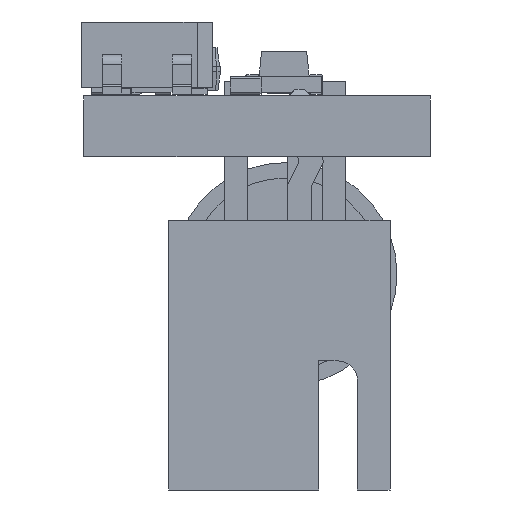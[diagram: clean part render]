
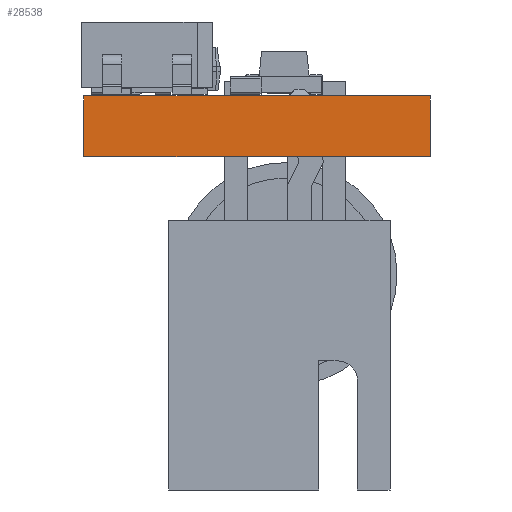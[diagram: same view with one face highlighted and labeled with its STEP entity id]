
A CAD part, front view. The second image highlights one B-rep face of the part: STEP entity #28538.
In plain terms, the highlighted planar face has unit normal (0, -1, 0).
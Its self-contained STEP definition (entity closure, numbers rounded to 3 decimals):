
#28538 = ADVANCED_FACE('',(#28539),#28553,.T.);
#28539 = FACE_BOUND('',#28540,.T.);
#28540 = EDGE_LOOP('',(#28541,#28576,#28604,#28632));
#28541 = ORIENTED_EDGE('',*,*,#28542,.T.);
#28542 = EDGE_CURVE('',#28543,#28545,#28547,.T.);
#28543 = VERTEX_POINT('',#28544);
#28544 = CARTESIAN_POINT('',(4.5,-9.,0.));
#28545 = VERTEX_POINT('',#28546);
#28546 = CARTESIAN_POINT('',(4.5,-9.,1.58));
#28547 = SURFACE_CURVE('',#28548,(#28552,#28564),.PCURVE_S1.);
#28548 = LINE('',#28549,#28550);
#28549 = CARTESIAN_POINT('',(4.5,-9.,0.));
#28550 = VECTOR('',#28551,1.);
#28551 = DIRECTION('',(0.,0.,1.));
#28552 = PCURVE('',#28553,#28558);
#28553 = PLANE('',#28554);
#28554 = AXIS2_PLACEMENT_3D('',#28555,#28556,#28557);
#28555 = CARTESIAN_POINT('',(4.5,-9.,0.));
#28556 = DIRECTION('',(0.,-1.,0.));
#28557 = DIRECTION('',(-1.,0.,0.));
#28558 = DEFINITIONAL_REPRESENTATION('',(#28559),#28563);
#28559 = LINE('',#28560,#28561);
#28560 = CARTESIAN_POINT('',(0.,-0.));
#28561 = VECTOR('',#28562,1.);
#28562 = DIRECTION('',(0.,-1.));
#28563 = ( GEOMETRIC_REPRESENTATION_CONTEXT(2) 
PARAMETRIC_REPRESENTATION_CONTEXT() REPRESENTATION_CONTEXT('2D SPACE',''
  ) );
#28564 = PCURVE('',#28565,#28570);
#28565 = PLANE('',#28566);
#28566 = AXIS2_PLACEMENT_3D('',#28567,#28568,#28569);
#28567 = CARTESIAN_POINT('',(4.5,9.,0.));
#28568 = DIRECTION('',(1.,0.,-0.));
#28569 = DIRECTION('',(0.,-1.,0.));
#28570 = DEFINITIONAL_REPRESENTATION('',(#28571),#28575);
#28571 = LINE('',#28572,#28573);
#28572 = CARTESIAN_POINT('',(18.,0.));
#28573 = VECTOR('',#28574,1.);
#28574 = DIRECTION('',(0.,-1.));
#28575 = ( GEOMETRIC_REPRESENTATION_CONTEXT(2) 
PARAMETRIC_REPRESENTATION_CONTEXT() REPRESENTATION_CONTEXT('2D SPACE',''
  ) );
#28576 = ORIENTED_EDGE('',*,*,#28577,.T.);
#28577 = EDGE_CURVE('',#28545,#28578,#28580,.T.);
#28578 = VERTEX_POINT('',#28579);
#28579 = CARTESIAN_POINT('',(-4.5,-9.,1.58));
#28580 = SURFACE_CURVE('',#28581,(#28585,#28592),.PCURVE_S1.);
#28581 = LINE('',#28582,#28583);
#28582 = CARTESIAN_POINT('',(4.5,-9.,1.58));
#28583 = VECTOR('',#28584,1.);
#28584 = DIRECTION('',(-1.,0.,0.));
#28585 = PCURVE('',#28553,#28586);
#28586 = DEFINITIONAL_REPRESENTATION('',(#28587),#28591);
#28587 = LINE('',#28588,#28589);
#28588 = CARTESIAN_POINT('',(0.,-1.58));
#28589 = VECTOR('',#28590,1.);
#28590 = DIRECTION('',(1.,0.));
#28591 = ( GEOMETRIC_REPRESENTATION_CONTEXT(2) 
PARAMETRIC_REPRESENTATION_CONTEXT() REPRESENTATION_CONTEXT('2D SPACE',''
  ) );
#28592 = PCURVE('',#28593,#28598);
#28593 = PLANE('',#28594);
#28594 = AXIS2_PLACEMENT_3D('',#28595,#28596,#28597);
#28595 = CARTESIAN_POINT('',(0.,0.,1.58));
#28596 = DIRECTION('',(-0.,-0.,-1.));
#28597 = DIRECTION('',(-1.,0.,0.));
#28598 = DEFINITIONAL_REPRESENTATION('',(#28599),#28603);
#28599 = LINE('',#28600,#28601);
#28600 = CARTESIAN_POINT('',(-4.5,-9.));
#28601 = VECTOR('',#28602,1.);
#28602 = DIRECTION('',(1.,0.));
#28603 = ( GEOMETRIC_REPRESENTATION_CONTEXT(2) 
PARAMETRIC_REPRESENTATION_CONTEXT() REPRESENTATION_CONTEXT('2D SPACE',''
  ) );
#28604 = ORIENTED_EDGE('',*,*,#28605,.F.);
#28605 = EDGE_CURVE('',#28606,#28578,#28608,.T.);
#28606 = VERTEX_POINT('',#28607);
#28607 = CARTESIAN_POINT('',(-4.5,-9.,0.));
#28608 = SURFACE_CURVE('',#28609,(#28613,#28620),.PCURVE_S1.);
#28609 = LINE('',#28610,#28611);
#28610 = CARTESIAN_POINT('',(-4.5,-9.,0.));
#28611 = VECTOR('',#28612,1.);
#28612 = DIRECTION('',(0.,0.,1.));
#28613 = PCURVE('',#28553,#28614);
#28614 = DEFINITIONAL_REPRESENTATION('',(#28615),#28619);
#28615 = LINE('',#28616,#28617);
#28616 = CARTESIAN_POINT('',(9.,0.));
#28617 = VECTOR('',#28618,1.);
#28618 = DIRECTION('',(0.,-1.));
#28619 = ( GEOMETRIC_REPRESENTATION_CONTEXT(2) 
PARAMETRIC_REPRESENTATION_CONTEXT() REPRESENTATION_CONTEXT('2D SPACE',''
  ) );
#28620 = PCURVE('',#28621,#28626);
#28621 = PLANE('',#28622);
#28622 = AXIS2_PLACEMENT_3D('',#28623,#28624,#28625);
#28623 = CARTESIAN_POINT('',(-4.5,-9.,0.));
#28624 = DIRECTION('',(-1.,0.,0.));
#28625 = DIRECTION('',(0.,1.,0.));
#28626 = DEFINITIONAL_REPRESENTATION('',(#28627),#28631);
#28627 = LINE('',#28628,#28629);
#28628 = CARTESIAN_POINT('',(0.,0.));
#28629 = VECTOR('',#28630,1.);
#28630 = DIRECTION('',(0.,-1.));
#28631 = ( GEOMETRIC_REPRESENTATION_CONTEXT(2) 
PARAMETRIC_REPRESENTATION_CONTEXT() REPRESENTATION_CONTEXT('2D SPACE',''
  ) );
#28632 = ORIENTED_EDGE('',*,*,#28633,.F.);
#28633 = EDGE_CURVE('',#28543,#28606,#28634,.T.);
#28634 = SURFACE_CURVE('',#28635,(#28639,#28646),.PCURVE_S1.);
#28635 = LINE('',#28636,#28637);
#28636 = CARTESIAN_POINT('',(4.5,-9.,0.));
#28637 = VECTOR('',#28638,1.);
#28638 = DIRECTION('',(-1.,0.,0.));
#28639 = PCURVE('',#28553,#28640);
#28640 = DEFINITIONAL_REPRESENTATION('',(#28641),#28645);
#28641 = LINE('',#28642,#28643);
#28642 = CARTESIAN_POINT('',(0.,-0.));
#28643 = VECTOR('',#28644,1.);
#28644 = DIRECTION('',(1.,0.));
#28645 = ( GEOMETRIC_REPRESENTATION_CONTEXT(2) 
PARAMETRIC_REPRESENTATION_CONTEXT() REPRESENTATION_CONTEXT('2D SPACE',''
  ) );
#28646 = PCURVE('',#28647,#28652);
#28647 = PLANE('',#28648);
#28648 = AXIS2_PLACEMENT_3D('',#28649,#28650,#28651);
#28649 = CARTESIAN_POINT('',(0.,0.,0.));
#28650 = DIRECTION('',(-0.,-0.,-1.));
#28651 = DIRECTION('',(-1.,0.,0.));
#28652 = DEFINITIONAL_REPRESENTATION('',(#28653),#28657);
#28653 = LINE('',#28654,#28655);
#28654 = CARTESIAN_POINT('',(-4.5,-9.));
#28655 = VECTOR('',#28656,1.);
#28656 = DIRECTION('',(1.,0.));
#28657 = ( GEOMETRIC_REPRESENTATION_CONTEXT(2) 
PARAMETRIC_REPRESENTATION_CONTEXT() REPRESENTATION_CONTEXT('2D SPACE',''
  ) );
